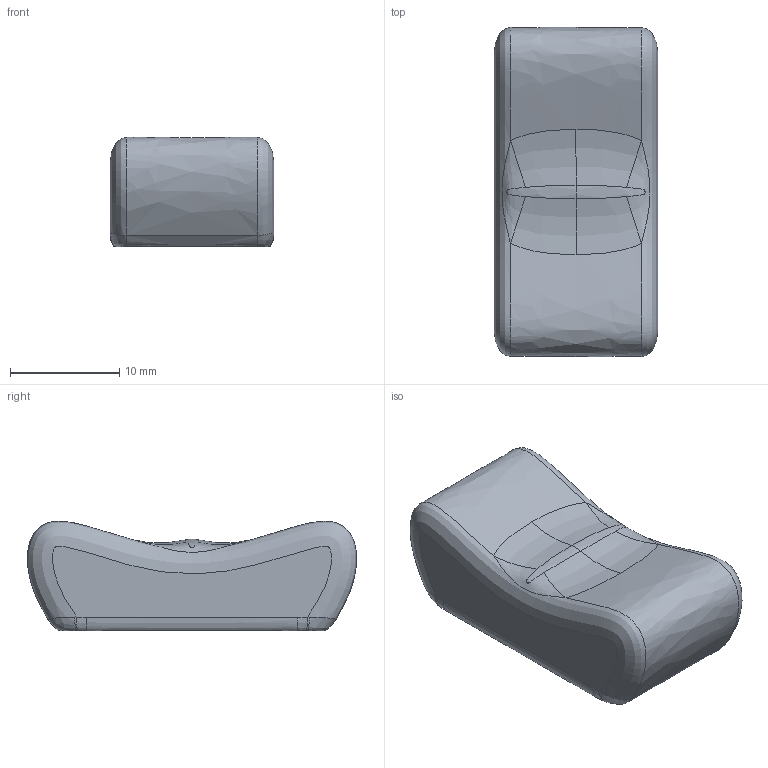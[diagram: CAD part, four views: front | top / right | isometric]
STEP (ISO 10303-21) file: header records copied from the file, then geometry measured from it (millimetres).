
FILE_DESCRIPTION(/* description */ (''),/* implementation_level */ '2;1');
FILE_NAME(/* name */ 'Knob.step',/* time_stamp */ '2026-02-12T08:40:42Z',/* author */ (''),/* organization */ (''),/* preprocessor_version */ 'ST-DEVELOPER v20.1',/* originating_system */ 'Autodesk Translation Framework v14.24.0.0',/* authorisation */ '');
FILE_SCHEMA (('AUTOMOTIVE_DESIGN { 1 0 10303 214 3 1 1 }'));
Length unit declared in the file: millimetre
Products named in the file (1): Knob
Bounding box: 15 x 30.14 x 10.01 mm (x, y, z)
Volume: 3670.6 mm3; surface area: 1636.2 mm2
Topology: 1 solids, 1 shells, 36 faces, 85 edges, 52 vertices
Faces by surface type: bspline 28, plane 8
Entity records: 3505 total; most frequent: CARTESIAN_POINT 2863, ORIENTED_EDGE 170, EDGE_CURVE 85, B_SPLINE_CURVE_WITH_KNOTS 67, VERTEX_POINT 52, DIRECTION 42, EDGE_LOOP 37, FACE_OUTER_BOUND 36
